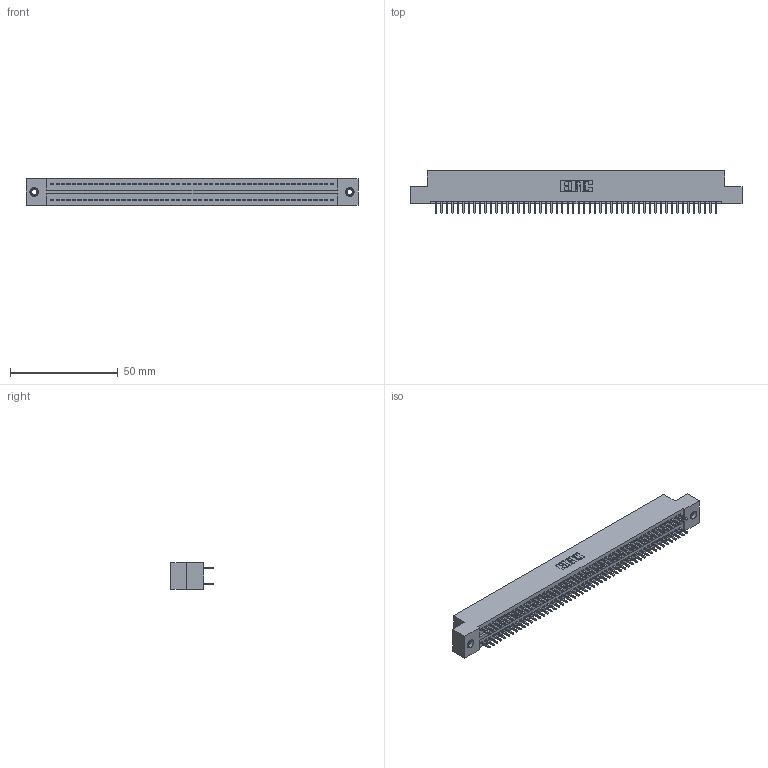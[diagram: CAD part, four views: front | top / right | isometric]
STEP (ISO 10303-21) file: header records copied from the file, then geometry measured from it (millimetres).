
FILE_DESCRIPTION (( 'STEP AP203' ), '1' );
FILE_NAME ('325-104-520-207.STEP', '2020-02-25T07:02:07', ( '' ), ( '' ), 'SwSTEP 2.0', 'SolidWorks 2016', '' );
FILE_SCHEMA (( 'CONFIG_CONTROL_DESIGN' ));
Length unit declared in the file: inch
Products named in the file (4): 325-104-520-207; 325-292-001_325-293-120; 345-250-001_345-250-005-103; 325 Part_TI
Assembly tree (107 placements, depth 2):
  325-104-520-207
    325 Part_TI
    325-292-001_325-293-120  x104
    345-250-001_345-250-005-103  x2
Bounding box: 153.8 x 19.68 x 12.45 mm (x, y, z)
Volume: 19915.1 mm3; surface area: 24157.9 mm2
Topology: 107 solids, 107 shells, 5582 faces, 16567 edges, 10898 vertices
Faces by surface type: plane 3846, cylinder 1720, cone 12, torus 4
Entity records: 33364 total; most frequent: CARTESIAN_POINT 5501, ORIENTED_EDGE 5430, DIRECTION 4713, EDGE_CURVE 2715, LINE 2567, VECTOR 2567, VERTEX_POINT 1804, AXIS2_PLACEMENT_3D 1073
